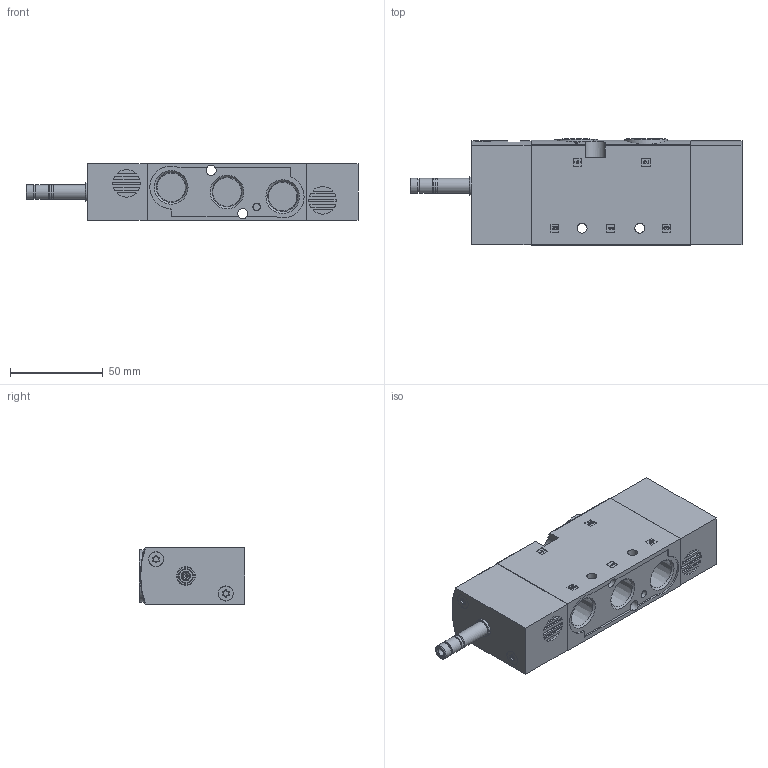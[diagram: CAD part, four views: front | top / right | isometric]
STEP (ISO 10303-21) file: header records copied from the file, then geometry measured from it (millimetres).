
FILE_DESCRIPTION(/* description */ ('STEP AP214'),/* implementation_level */ '2;1');
FILE_NAME(/* name */ '8036725_VUVS-LT30-M52-MD-N38-F8',/* time_stamp */ '2024-09-17T21:15:27+02:00',/* author */ ('License CC BY-ND 4.0'),/* organization */ ('CADENAS'),/* preprocessor_version */ 'ST-DEVELOPER v19.3',/* originating_system */ 'PARTsolutions',/* authorisation */ ' ');
FILE_SCHEMA (('AUTOMOTIVE_DESIGN {1 0 10303 214 3 1 1}'));
Length unit declared in the file: millimetre
Products named in the file (5): 8036725 VUVS-LT30-M52-MD-N38-F8; 759339 VUVS-L30-.5.-N38 HOUSING---(H---0_-); 2974461 VUVS-L30-N-COVER53---(H---0_-); 1808372 F-M4x40.5-10.9; 1555563 VUVS-L30-N-A-COVER52---(H---0_M)
Assembly tree (7 placements, depth 2):
  8036725 VUVS-LT30-M52-MD-N38-F8
    759339 VUVS-L30-.5.-N38 HOUSING---(H---0_-)
    2974461 VUVS-L30-N-COVER53---(H---0_-)
    1808372 F-M4x40.5-10.9  x4
    1555563 VUVS-L30-N-A-COVER52---(H---0_M)
Bounding box: 178.6 x 57 x 31 mm (x, y, z)
Volume: 228978.5 mm3; surface area: 47169.5 mm2
Topology: 7 solids, 7 shells, 577 faces, 1458 edges, 952 vertices
Faces by surface type: plane 293, cylinder 227, cone 49, torus 8
Full cylindrical faces by diameter (mm): 0.9 x1, 2.4 x1, 3 x4, 3.242 x4, 3.8 x4, 4 x4, 4.134 x1, 4.8 x4, 5.3 x2, 5.4 x2, 7.1 x1, 7.9 x4, 8 x4, 8.1 x4, 10 x1, 23 x2
Entity records: 16028 total; most frequent: CARTESIAN_POINT 2662, DIRECTION 2661, ORIENTED_EDGE 2420, EDGE_CURVE 1210, AXIS2_PLACEMENT_3D 943, VERTEX_POINT 848, LINE 775, VECTOR 775
